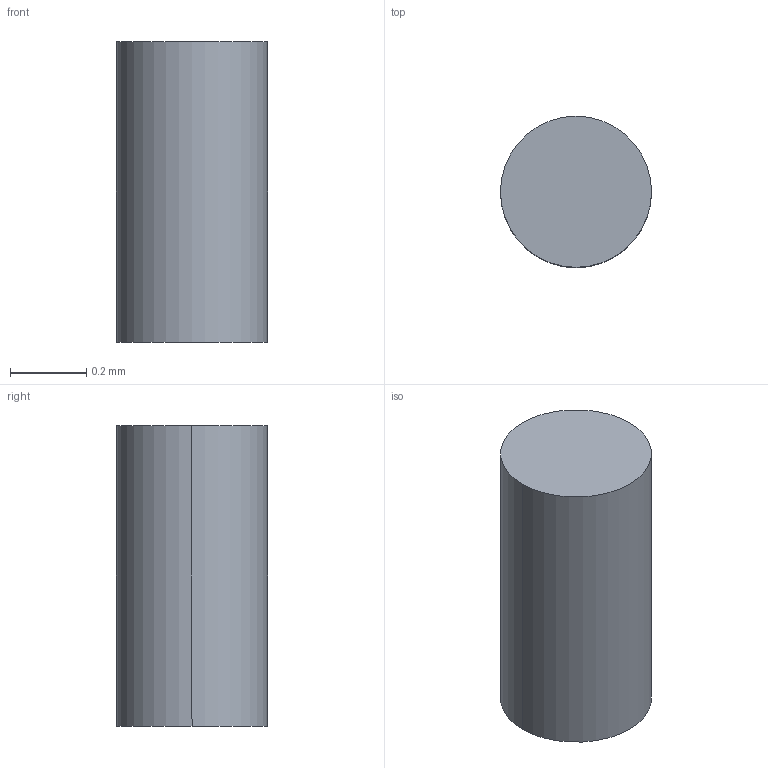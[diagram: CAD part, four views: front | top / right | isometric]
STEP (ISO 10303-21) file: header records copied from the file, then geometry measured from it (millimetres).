
FILE_DESCRIPTION (( 'STEP AP203' ), '1' );
FILE_NAME ('30101.STEP', '2023-03-21T20:21:28', ( '' ), ( '' ), 'SwSTEP 2.0', 'SolidWorks 2022', '' );
FILE_SCHEMA (( 'CONFIG_CONTROL_DESIGN' ));
Length unit declared in the file: inch
Products named in the file (1): 30101
Bounding box: 0.4 x 0.4 x 0.79 mm (x, y, z)
Volume: 0.1 mm3; surface area: 1.2 mm2
Topology: 1 solids, 1 shells, 5 faces, 10 edges, 5 vertices
Faces by surface type: cylinder 2, cone 2, plane 1
Entity records: 197 total; most frequent: DIRECTION 24, CARTESIAN_POINT 19, ORIENTED_EDGE 16, AXIS2_PLACEMENT_3D 10, EDGE_CURVE 8, PERSON_AND_ORGANIZATION 8, FACE_OUTER_BOUND 5, LOCAL_TIME 5
